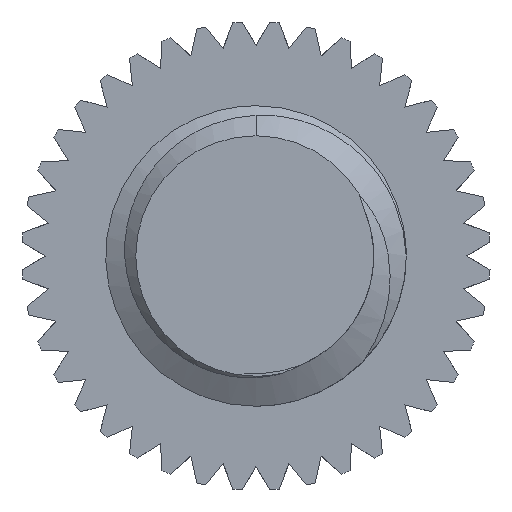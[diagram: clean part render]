
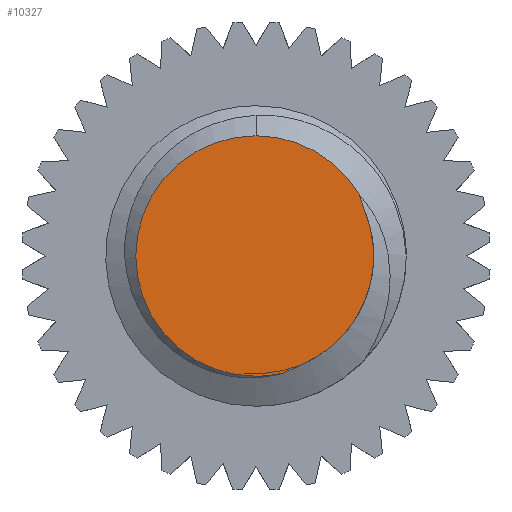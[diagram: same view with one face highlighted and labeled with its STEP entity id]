
A CAD part, front view. The second image highlights one B-rep face of the part: STEP entity #10327.
In plain terms, the highlighted planar face has unit normal (0, -1, 0).
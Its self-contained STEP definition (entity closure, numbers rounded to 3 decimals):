
#37 = CARTESIAN_POINT ( 'NONE',  ( 0.722, 0., 0.304 ) ) ;
#161 = CARTESIAN_POINT ( 'NONE',  ( 0., 0., 0. ) ) ;
#508 = ORIENTED_EDGE ( 'NONE', *, *, #4901, .T. ) ;
#592 = CARTESIAN_POINT ( 'NONE',  ( 0.784, 0., -0.102 ) ) ;
#625 = B_SPLINE_CURVE_WITH_KNOTS ( 'NONE', 3,
 ( #8291, #2488, #5852, #7344 ),
 .UNSPECIFIED., .F., .F.,
 ( 4, 4 ),
 ( 0., 0. ),
 .UNSPECIFIED. ) ;
#697 = CARTESIAN_POINT ( 'NONE',  ( 0.7, 0., 0.377 ) ) ;
#796 = AXIS2_PLACEMENT_3D ( 'NONE', #7216, #3142, #3085 ) ;
#1357 = DIRECTION ( 'NONE',  ( 0., 0., -1. ) ) ;
#1531 = CIRCLE ( 'NONE', #8762, 0.8 ) ;
#1655 = EDGE_CURVE ( 'NONE', #6534, #4929, #4201, .T. ) ;
#2014 = CARTESIAN_POINT ( 'NONE',  ( 0., 0., -0.8 ) ) ;
#2022 = EDGE_CURVE ( 'NONE', #2153, #9352, #625, .T. ) ;
#2052 = AXIS2_PLACEMENT_3D ( 'NONE', #3018, #8267, #1357 ) ;
#2153 = VERTEX_POINT ( 'NONE', #7614 ) ;
#2426 = CARTESIAN_POINT ( 'NONE',  ( 0.294, 0., -0.726 ) ) ;
#2488 = CARTESIAN_POINT ( 'NONE',  ( 0.223, 0., -0.764 ) ) ;
#2605 = ORIENTED_EDGE ( 'NONE', *, *, #4585, .T. ) ;
#3018 = CARTESIAN_POINT ( 'NONE',  ( 0., 0., 0. ) ) ;
#3033 = CARTESIAN_POINT ( 'NONE',  ( 0.722, 0., 0.304 ) ) ;
#3037 = CARTESIAN_POINT ( 'NONE',  ( 1., 0., 0. ) ) ;
#3085 = DIRECTION ( 'NONE',  ( 0., 0., -1. ) ) ;
#3142 = DIRECTION ( 'NONE',  ( 0., -1., 0. ) ) ;
#3202 = CARTESIAN_POINT ( 'NONE',  ( 0., 0., 0.8 ) ) ;
#3206 = FACE_OUTER_BOUND ( 'NONE', #9694, .T. ) ;
#3883 = ORIENTED_EDGE ( 'NONE', *, *, #6744, .T. ) ;
#4201 = B_SPLINE_CURVE_WITH_KNOTS ( 'NONE', 3,
 ( #37, #7540, #697, #5997 ),
 .UNSPECIFIED., .F., .F.,
 ( 4, 4 ),
 ( 0., 0. ),
 .UNSPECIFIED. ) ;
#4585 = EDGE_CURVE ( 'NONE', #4929, #6747, #1531, .T. ) ;
#4744 = CARTESIAN_POINT ( 'NONE',  ( 0.783, 0., 0.105 ) ) ;
#4901 = EDGE_CURVE ( 'NONE', #7690, #2153, #7518, .T. ) ;
#4929 = VERTEX_POINT ( 'NONE', #5503 ) ;
#5069 = CARTESIAN_POINT ( 'NONE',  ( 0.294, 0., -0.726 ) ) ;
#5503 = CARTESIAN_POINT ( 'NONE',  ( 0.686, 0., 0.412 ) ) ;
#5766 = ORIENTED_EDGE ( 'NONE', *, *, #2022, .T. ) ;
#5852 = CARTESIAN_POINT ( 'NONE',  ( 0.259, 0., -0.746 ) ) ;
#5997 = CARTESIAN_POINT ( 'NONE',  ( 0.686, 0., 0.412 ) ) ;
#6534 = VERTEX_POINT ( 'NONE', #8668 ) ;
#6558 = CARTESIAN_POINT ( 'NONE',  ( 0.487, 0., -0.648 ) ) ;
#6562 = PLANE ( 'NONE',  #10703 ) ;
#6744 = EDGE_CURVE ( 'NONE', #9352, #6534, #8459, .T. ) ;
#6747 = VERTEX_POINT ( 'NONE', #3202 ) ;
#7216 = CARTESIAN_POINT ( 'NONE',  ( 0., 0., 0. ) ) ;
#7333 = CARTESIAN_POINT ( 'NONE',  ( 0.763, 0., 0.208 ) ) ;
#7344 = CARTESIAN_POINT ( 'NONE',  ( 0.294, 0., -0.726 ) ) ;
#7518 = CIRCLE ( 'NONE', #2052, 0.8 ) ;
#7540 = CARTESIAN_POINT ( 'NONE',  ( 0.713, 0., 0.341 ) ) ;
#7552 = DIRECTION ( 'NONE',  ( 0., -1., 0. ) ) ;
#7614 = CARTESIAN_POINT ( 'NONE',  ( 0.186, 0., -0.778 ) ) ;
#7690 = VERTEX_POINT ( 'NONE', #2014 ) ;
#8161 = CARTESIAN_POINT ( 'NONE',  ( 0.644, 0., -0.491 ) ) ;
#8166 = DIRECTION ( 'NONE',  ( 0., -1., 0. ) ) ;
#8267 = DIRECTION ( 'NONE',  ( 0., -1., 0. ) ) ;
#8291 = CARTESIAN_POINT ( 'NONE',  ( 0.186, 0., -0.778 ) ) ;
#8459 = B_SPLINE_CURVE_WITH_KNOTS ( 'NONE', 3,
 ( #2426, #6558, #8161, #9931, #592, #4744, #7333, #3033 ),
 .UNSPECIFIED., .F., .F.,
 ( 4, 2, 2, 4 ),
 ( 0., 0.001, 0.001, 0.001 ),
 .UNSPECIFIED. ) ;
#8606 = ORIENTED_EDGE ( 'NONE', *, *, #1655, .T. ) ;
#8668 = CARTESIAN_POINT ( 'NONE',  ( 0.722, 0., 0.304 ) ) ;
#8762 = AXIS2_PLACEMENT_3D ( 'NONE', #161, #7552, #9324 ) ;
#8815 = ORIENTED_EDGE ( 'NONE', *, *, #10085, .T. ) ;
#9324 = DIRECTION ( 'NONE',  ( 0., 0., -1. ) ) ;
#9352 = VERTEX_POINT ( 'NONE', #5069 ) ;
#9694 = EDGE_LOOP ( 'NONE', ( #3883, #8606, #2605, #8815, #508, #5766 ) ) ;
#9931 = CARTESIAN_POINT ( 'NONE',  ( 0.763, 0., -0.206 ) ) ;
#10085 = EDGE_CURVE ( 'NONE', #6747, #7690, #10832, .T. ) ;
#10327 = ADVANCED_FACE ( 'NONE', ( #3206 ), #6562, .T. ) ;
#10700 = DIRECTION ( 'NONE',  ( 0., 0., -1. ) ) ;
#10703 = AXIS2_PLACEMENT_3D ( 'NONE', #3037, #8166, #10700 ) ;
#10832 = CIRCLE ( 'NONE', #796, 0.8 ) ;
